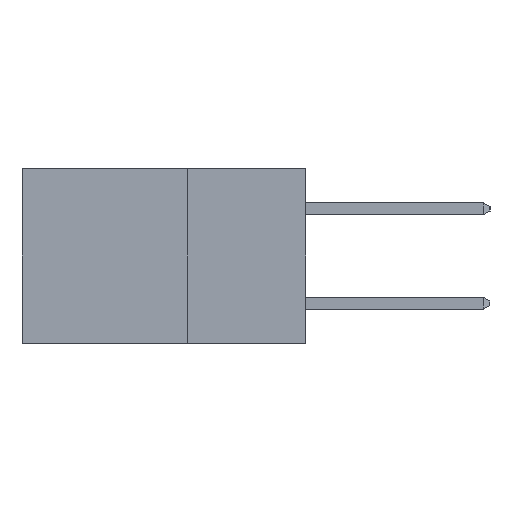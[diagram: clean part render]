
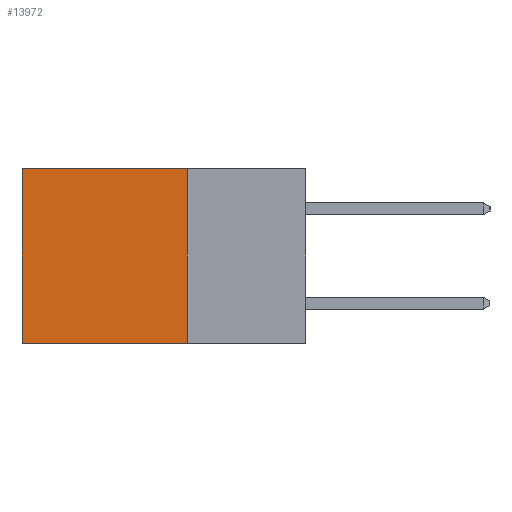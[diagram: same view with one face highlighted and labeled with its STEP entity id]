
A CAD part, left-side view. The second image highlights one B-rep face of the part: STEP entity #13972.
In plain terms, the highlighted planar face has unit normal (-1, 0, 0).
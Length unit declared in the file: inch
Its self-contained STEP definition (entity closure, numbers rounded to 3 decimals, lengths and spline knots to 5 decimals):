
#227 = FACE_OUTER_BOUND ( 'NONE', #9128, .T. ) ;
#289 = VERTEX_POINT ( 'NONE', #2319 ) ;
#608 = CARTESIAN_POINT ( 'NONE',  ( 0.298, 0.6, 0. ) ) ;
#1907 = CARTESIAN_POINT ( 'NONE',  ( 0.298, 0.25, 0. ) ) ;
#2319 = CARTESIAN_POINT ( 'NONE',  ( 0.298, 0.6, -0.37 ) ) ;
#2463 = CARTESIAN_POINT ( 'NONE',  ( 0.298, 0.25, -0.37 ) ) ;
#2948 = EDGE_CURVE ( 'NONE', #9208, #3183, #15991, .T. ) ;
#3069 = VERTEX_POINT ( 'NONE', #2463 ) ;
#3183 = VERTEX_POINT ( 'NONE', #4032 ) ;
#3673 = PLANE ( 'NONE',  #10566 ) ;
#3831 = DIRECTION ( 'NONE',  ( 0., 1., 0. ) ) ;
#4032 = CARTESIAN_POINT ( 'NONE',  ( 0.298, 0.6, 0. ) ) ;
#4103 = CARTESIAN_POINT ( 'NONE',  ( 0.298, 0.25, 0. ) ) ;
#4888 = VECTOR ( 'NONE', #6179, 39.37008 ) ;
#4983 = VECTOR ( 'NONE', #12691, 39.37008 ) ;
#5062 = DIRECTION ( 'NONE',  ( 0., 0., -1. ) ) ;
#5361 = ORIENTED_EDGE ( 'NONE', *, *, #2948, .T. ) ;
#5977 = EDGE_CURVE ( 'NONE', #9208, #3069, #8639, .T. ) ;
#6179 = DIRECTION ( 'NONE',  ( 0., 0., -1. ) ) ;
#6312 = EDGE_CURVE ( 'NONE', #3183, #289, #12216, .T. ) ;
#6667 = VECTOR ( 'NONE', #3831, 39.37008 ) ;
#7006 = ORIENTED_EDGE ( 'NONE', *, *, #6312, .T. ) ;
#8639 = LINE ( 'NONE', #9572, #4983 ) ;
#8751 = EDGE_CURVE ( 'NONE', #3069, #289, #13148, .T. ) ;
#9128 = EDGE_LOOP ( 'NONE', ( #7006, #12439, #14359, #5361 ) ) ;
#9208 = VERTEX_POINT ( 'NONE', #1907 ) ;
#9572 = CARTESIAN_POINT ( 'NONE',  ( 0.298, 0.25, 0. ) ) ;
#10566 = AXIS2_PLACEMENT_3D ( 'NONE', #13252, #13303, #5062 ) ;
#12075 = CARTESIAN_POINT ( 'NONE',  ( 0.298, 0.25, -0.37 ) ) ;
#12216 = LINE ( 'NONE', #608, #4888 ) ;
#12400 = VECTOR ( 'NONE', #13206, 39.37008 ) ;
#12439 = ORIENTED_EDGE ( 'NONE', *, *, #8751, .F. ) ;
#12691 = DIRECTION ( 'NONE',  ( 0., 0., -1. ) ) ;
#13148 = LINE ( 'NONE', #12075, #6667 ) ;
#13206 = DIRECTION ( 'NONE',  ( 0., 1., 0. ) ) ;
#13252 = CARTESIAN_POINT ( 'NONE',  ( 0.298, 0.25, 0. ) ) ;
#13303 = DIRECTION ( 'NONE',  ( 1., 0., 0. ) ) ;
#13972 = ADVANCED_FACE ( 'NONE', ( #227 ), #3673, .F. ) ;
#14359 = ORIENTED_EDGE ( 'NONE', *, *, #5977, .F. ) ;
#15991 = LINE ( 'NONE', #4103, #12400 ) ;
